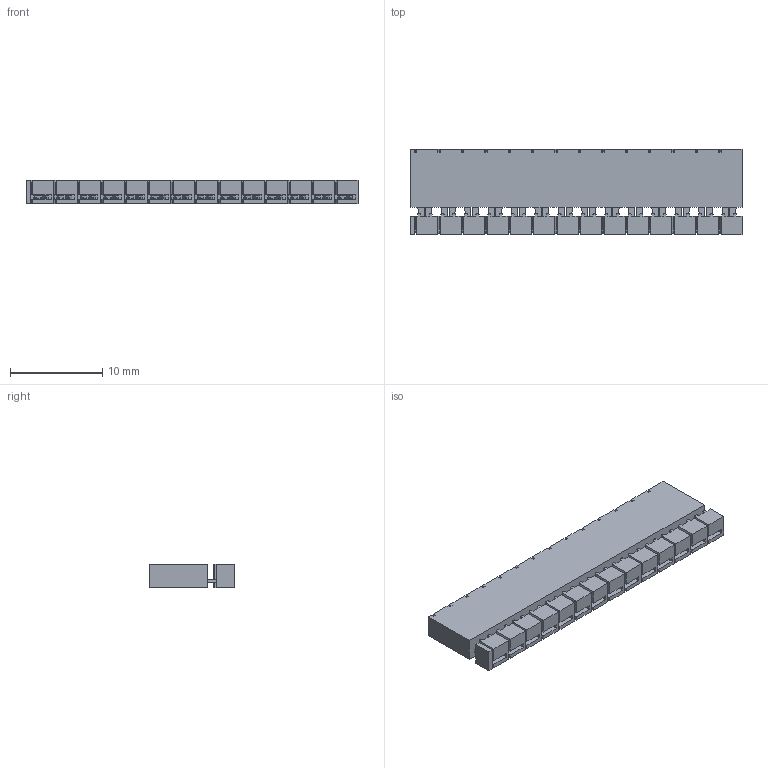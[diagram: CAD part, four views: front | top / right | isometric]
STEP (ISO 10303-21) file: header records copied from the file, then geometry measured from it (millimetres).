
FILE_DESCRIPTION( ('This file contains a STEP AP42 implementation' ,'as created by ZW3D STEP Interface translator.') ,'2;1' );
FILE_NAME( '5251-14YPXXBN01.stp' ,'231214.10 239', (''), ('ZWCAD Software Co.'), 'Version 1.0', 'ZW3D to STEP translator', '' );
FILE_SCHEMA(('AUTOMOTIVE_DESIGN { 1 0 10303 214 1 1 1 1 }'));
Length unit declared in the file: millimetre
Products named in the file (2): 0; 5251-14YPXXBN01
Bounding box: 36.04 x 9.3 x 2.5 mm (x, y, z)
Volume: 725.2 mm3; surface area: 1301.9 mm2
Topology: 2 solids, 2 shells, 1066 faces, 3085 edges, 2038 vertices
Faces by surface type: plane 866, cylinder 200
Entity records: 35816 total; most frequent: CARTESIAN_POINT 6190, ORIENTED_EDGE 6170, DIRECTION 5619, EDGE_CURVE 3085, VECTOR 2685, LINE 2685, VERTEX_POINT 2038, AXIS2_PLACEMENT_3D 1467
